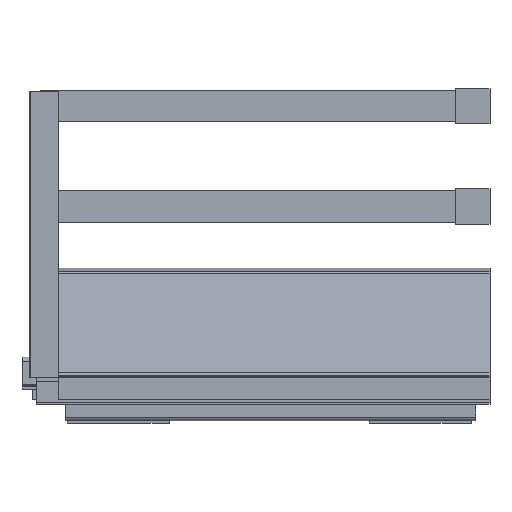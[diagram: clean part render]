
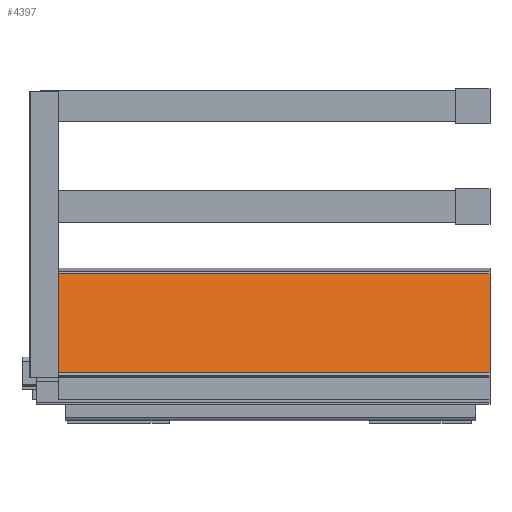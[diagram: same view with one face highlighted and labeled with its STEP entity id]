
A CAD part, top view. The second image highlights one B-rep face of the part: STEP entity #4397.
In plain terms, the highlighted planar face has unit normal (0, 0.208, 0.978).
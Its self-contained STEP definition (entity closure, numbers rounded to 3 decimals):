
#11 = CARTESIAN_POINT ( 'NONE',  ( 0., 17.084, 34.466 ) ) ;
#343 = DIRECTION ( 'NONE',  ( 1., 0., 0. ) ) ;
#988 = LINE ( 'NONE', #10746, #4139 ) ;
#1042 = CARTESIAN_POINT ( 'NONE',  ( 0., 80.422, 21.003 ) ) ;
#1105 = ORIENTED_EDGE ( 'NONE', *, *, #4868, .T. ) ;
#1779 = CARTESIAN_POINT ( 'NONE',  ( -292., 80.422, 21.003 ) ) ;
#2040 = DIRECTION ( 'NONE',  ( 0., -0.978, 0.208 ) ) ;
#2416 = ORIENTED_EDGE ( 'NONE', *, *, #8310, .T. ) ;
#3953 = LINE ( 'NONE', #9985, #11296 ) ;
#4026 = DIRECTION ( 'NONE',  ( 0., -0.978, 0.208 ) ) ;
#4139 = VECTOR ( 'NONE', #2040, 1000. ) ;
#4397 = ADVANCED_FACE ( 'NONE', ( #6706 ), #10693, .T. ) ;
#4662 = VERTEX_POINT ( 'NONE', #5592 ) ;
#4840 = ORIENTED_EDGE ( 'NONE', *, *, #6118, .F. ) ;
#4868 = EDGE_CURVE ( 'NONE', #11454, #6555, #11789, .T. ) ;
#5592 = CARTESIAN_POINT ( 'NONE',  ( -275.5, 80.422, 21.003 ) ) ;
#5737 = DIRECTION ( 'NONE',  ( 0., 0.208, 0.978 ) ) ;
#5925 = DIRECTION ( 'NONE',  ( 1., 0., 0. ) ) ;
#6118 = EDGE_CURVE ( 'NONE', #10312, #6555, #3953, .T. ) ;
#6555 = VERTEX_POINT ( 'NONE', #11136 ) ;
#6706 = FACE_OUTER_BOUND ( 'NONE', #11644, .T. ) ;
#7301 = LINE ( 'NONE', #8207, #8275 ) ;
#7510 = ORIENTED_EDGE ( 'NONE', *, *, #12582, .F. ) ;
#8207 = CARTESIAN_POINT ( 'NONE',  ( -292., 80.422, 21.003 ) ) ;
#8275 = VECTOR ( 'NONE', #343, 1000. ) ;
#8310 = EDGE_CURVE ( 'NONE', #4662, #11454, #988, .T. ) ;
#9698 = DIRECTION ( 'NONE',  ( 0., -0.978, 0.208 ) ) ;
#9985 = CARTESIAN_POINT ( 'NONE',  ( 0., 80.422, 21.003 ) ) ;
#10312 = VERTEX_POINT ( 'NONE', #1042 ) ;
#10693 = PLANE ( 'NONE',  #11773 ) ;
#10746 = CARTESIAN_POINT ( 'NONE',  ( -275.5, 80.422, 21.003 ) ) ;
#11136 = CARTESIAN_POINT ( 'NONE',  ( 0., 17.084, 34.466 ) ) ;
#11296 = VECTOR ( 'NONE', #4026, 1000. ) ;
#11454 = VERTEX_POINT ( 'NONE', #12450 ) ;
#11644 = EDGE_LOOP ( 'NONE', ( #7510, #2416, #1105, #4840 ) ) ;
#11773 = AXIS2_PLACEMENT_3D ( 'NONE', #1779, #5737, #9698 ) ;
#11785 = VECTOR ( 'NONE', #5925, 1000. ) ;
#11789 = LINE ( 'NONE', #11, #11785 ) ;
#12450 = CARTESIAN_POINT ( 'NONE',  ( -275.5, 17.084, 34.466 ) ) ;
#12582 = EDGE_CURVE ( 'NONE', #4662, #10312, #7301, .T. ) ;
